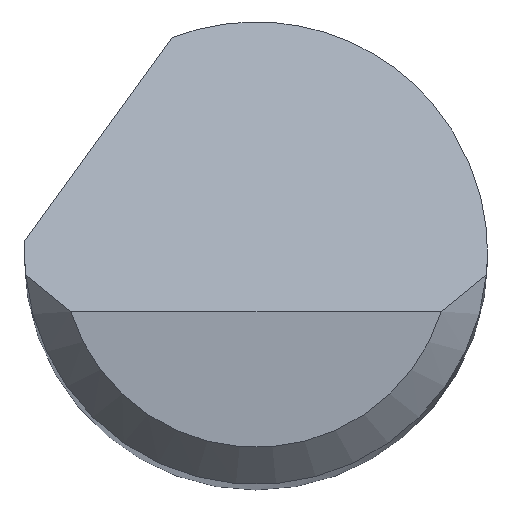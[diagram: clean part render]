
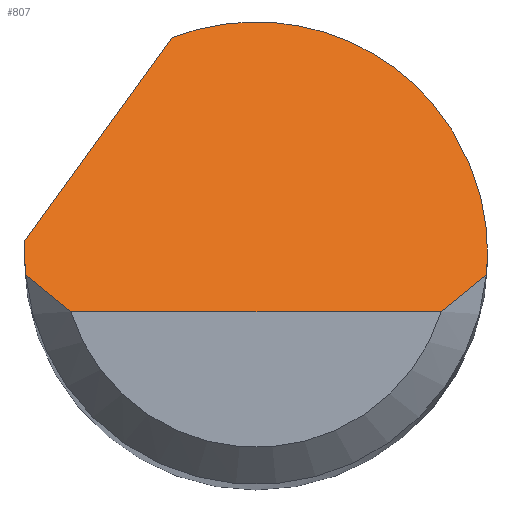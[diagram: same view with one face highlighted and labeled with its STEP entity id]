
A CAD part, top view. The second image highlights one B-rep face of the part: STEP entity #807.
In plain terms, the highlighted planar face has unit normal (0, 0.707, 0.707).
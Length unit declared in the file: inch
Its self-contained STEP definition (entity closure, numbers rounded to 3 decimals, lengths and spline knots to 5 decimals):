
#16 = CARTESIAN_POINT ( 'NONE',  ( 0.08761, -0.01397, 1.49022 ) ) ;
#23 = CARTESIAN_POINT ( 'NONE',  ( -0.09334, -0.00875, 1.485 ) ) ;
#35 = CARTESIAN_POINT ( 'NONE',  ( -0.07508, -0.02375, 1.5 ) ) ;
#48 = ORIENTED_EDGE ( 'NONE', *, *, #469, .T. ) ;
#50 = CARTESIAN_POINT ( 'NONE',  ( -0.09375, 0., 1.47625 ) ) ;
#67 = CARTESIAN_POINT ( 'NONE',  ( 0.09375, 0., 1.47625 ) ) ;
#68 = VERTEX_POINT ( 'NONE', #269 ) ;
#76 = CARTESIAN_POINT ( 'NONE',  ( 0.09334, -0.00875, 1.485 ) ) ;
#80 = CARTESIAN_POINT ( 'NONE',  ( -0.09375, 0., 1.47625 ) ) ;
#90 =( BOUNDED_CURVE ( )  B_SPLINE_CURVE ( 3, ( #50, #565, #501, #425 ),
 .UNSPECIFIED., .F., .T. ) 
 B_SPLINE_CURVE_WITH_KNOTS ( ( 4, 4 ),
 ( 4.71239, 4.76575 ),
 .UNSPECIFIED. ) 
 CURVE ( )  GEOMETRIC_REPRESENTATION_ITEM ( )  RATIONAL_B_SPLINE_CURVE ( ( 1., 1., 1., 1. ) ) 
 REPRESENTATION_ITEM ( '' )  );
#105 = DIRECTION ( 'NONE',  ( 0.456, 0.629, -0.629 ) ) ;
#108 = EDGE_LOOP ( 'NONE', ( #279, #48, #523, #401, #597, #324, #528, #362 ) ) ;
#128 = VERTEX_POINT ( 'NONE', #372 ) ;
#137 = CARTESIAN_POINT ( 'NONE',  ( -0.03394, 0.08739, 1.38886 ) ) ;
#140 = B_SPLINE_CURVE_WITH_KNOTS ( 'NONE', 3,
 ( #384, #521, #16, #400 ),
 .UNSPECIFIED., .F., .F.,
 ( 4, 4 ),
 ( 0., 0.00071 ),
 .UNSPECIFIED. ) ;
#145 = VERTEX_POINT ( 'NONE', #493 ) ;
#162 = CARTESIAN_POINT ( 'NONE',  ( -0.09334, -0.00875, 1.485 ) ) ;
#202 = CARTESIAN_POINT ( 'NONE',  ( -0.09375, -0.00292, 1.47917 ) ) ;
#212 = VECTOR ( 'NONE', #105, 39.37008 ) ;
#216 = EDGE_CURVE ( 'NONE', #506, #128, #90, .T. ) ;
#269 = CARTESIAN_POINT ( 'NONE',  ( 0.09375, 0., 1.47625 ) ) ;
#279 = ORIENTED_EDGE ( 'NONE', *, *, #629, .T. ) ;
#295 = DIRECTION ( 'NONE',  ( 1., 0., 0. ) ) ;
#300 = CARTESIAN_POINT ( 'NONE',  ( 0.09375, 0., 1.47625 ) ) ;
#323 = CARTESIAN_POINT ( 'NONE',  ( -0.09375, 0., 1.47625 ) ) ;
#324 = ORIENTED_EDGE ( 'NONE', *, *, #216, .F. ) ;
#362 = ORIENTED_EDGE ( 'NONE', *, *, #822, .T. ) ;
#372 = CARTESIAN_POINT ( 'NONE',  ( -0.09362, 0.005, 1.47125 ) ) ;
#378 = EDGE_CURVE ( 'NONE', #145, #68, #432, .T. ) ;
#384 = CARTESIAN_POINT ( 'NONE',  ( 0.07508, -0.02375, 1.5 ) ) ;
#385 = VERTEX_POINT ( 'NONE', #76 ) ;
#399 = CARTESIAN_POINT ( 'NONE',  ( 0.03379, 0.11369, 1.36256 ) ) ;
#400 = CARTESIAN_POINT ( 'NONE',  ( 0.09334, -0.00875, 1.485 ) ) ;
#401 = ORIENTED_EDGE ( 'NONE', *, *, #378, .F. ) ;
#415 = CARTESIAN_POINT ( 'NONE',  ( -0.09375, -0.02375, 1.5 ) ) ;
#425 = CARTESIAN_POINT ( 'NONE',  ( -0.09362, 0.005, 1.47125 ) ) ;
#430 = CARTESIAN_POINT ( 'NONE',  ( -0.07508, -0.02375, 1.5 ) ) ;
#432 =( BOUNDED_CURVE ( )  B_SPLINE_CURVE ( 3, ( #137, #399, #466, #67 ),
 .UNSPECIFIED., .F., .T. ) 
 B_SPLINE_CURVE_WITH_KNOTS ( ( 4, 4 ),
 ( 5.91277, 7.85398 ),
 .UNSPECIFIED. ) 
 CURVE ( )  GEOMETRIC_REPRESENTATION_ITEM ( )  RATIONAL_B_SPLINE_CURVE ( ( 1., 0.71, 0.71, 1. ) ) 
 REPRESENTATION_ITEM ( '' )  );
#435 = VERTEX_POINT ( 'NONE', #719 ) ;
#460 = CARTESIAN_POINT ( 'NONE',  ( -0.09361, -0.00584, 1.48209 ) ) ;
#466 = CARTESIAN_POINT ( 'NONE',  ( 0.09375, 0.07266, 1.40359 ) ) ;
#469 = EDGE_CURVE ( 'NONE', #435, #385, #140, .T. ) ;
#473 =( BOUNDED_CURVE ( )  B_SPLINE_CURVE ( 3, ( #300, #500, #748, #760 ),
 .UNSPECIFIED., .F., .T. ) 
 B_SPLINE_CURVE_WITH_KNOTS ( ( 4, 4 ),
 ( 1.5708, 1.66427 ),
 .UNSPECIFIED. ) 
 CURVE ( )  GEOMETRIC_REPRESENTATION_ITEM ( )  RATIONAL_B_SPLINE_CURVE ( ( 1., 0.999, 0.999, 1. ) ) 
 REPRESENTATION_ITEM ( '' )  );
#482 = FACE_OUTER_BOUND ( 'NONE', #108, .T. ) ;
#490 = PLANE ( 'NONE',  #517 ) ;
#493 = CARTESIAN_POINT ( 'NONE',  ( -0.03394, 0.08739, 1.38886 ) ) ;
#500 = CARTESIAN_POINT ( 'NONE',  ( 0.09375, -0.00292, 1.47917 ) ) ;
#501 = CARTESIAN_POINT ( 'NONE',  ( -0.09371, 0.00333, 1.47292 ) ) ;
#504 = CARTESIAN_POINT ( 'NONE',  ( 0., -0.02375, 1.5 ) ) ;
#506 = VERTEX_POINT ( 'NONE', #323 ) ;
#508 = EDGE_CURVE ( 'NONE', #617, #506, #818, .T. ) ;
#517 = AXIS2_PLACEMENT_3D ( 'NONE', #415, #749, #753 ) ;
#521 = CARTESIAN_POINT ( 'NONE',  ( 0.08157, -0.019, 1.49525 ) ) ;
#523 = ORIENTED_EDGE ( 'NONE', *, *, #722, .F. ) ;
#527 = CARTESIAN_POINT ( 'NONE',  ( -0.09334, -0.00875, 1.485 ) ) ;
#528 = ORIENTED_EDGE ( 'NONE', *, *, #508, .F. ) ;
#545 = CARTESIAN_POINT ( 'NONE',  ( -0.08761, -0.01397, 1.49022 ) ) ;
#561 = LINE ( 'NONE', #690, #212 ) ;
#565 = CARTESIAN_POINT ( 'NONE',  ( -0.09375, 0.00167, 1.47458 ) ) ;
#584 = VECTOR ( 'NONE', #295, 39.37008 ) ;
#597 = ORIENTED_EDGE ( 'NONE', *, *, #672, .F. ) ;
#617 = VERTEX_POINT ( 'NONE', #23 ) ;
#629 = EDGE_CURVE ( 'NONE', #804, #435, #634, .T. ) ;
#634 = LINE ( 'NONE', #504, #584 ) ;
#672 = EDGE_CURVE ( 'NONE', #128, #145, #561, .T. ) ;
#690 = CARTESIAN_POINT ( 'NONE',  ( -0.11014, -0.01781, 1.49406 ) ) ;
#719 = CARTESIAN_POINT ( 'NONE',  ( 0.07508, -0.02375, 1.5 ) ) ;
#722 = EDGE_CURVE ( 'NONE', #68, #385, #473, .T. ) ;
#746 = CARTESIAN_POINT ( 'NONE',  ( -0.08157, -0.019, 1.49525 ) ) ;
#748 = CARTESIAN_POINT ( 'NONE',  ( 0.09361, -0.00584, 1.48209 ) ) ;
#749 = DIRECTION ( 'NONE',  ( 0., -0.707, -0.707 ) ) ;
#753 = DIRECTION ( 'NONE',  ( 0., 0.707, -0.707 ) ) ;
#760 = CARTESIAN_POINT ( 'NONE',  ( 0.09334, -0.00875, 1.485 ) ) ;
#764 = B_SPLINE_CURVE_WITH_KNOTS ( 'NONE', 3,
 ( #162, #545, #746, #430 ),
 .UNSPECIFIED., .F., .F.,
 ( 4, 4 ),
 ( 0., 0.00071 ),
 .UNSPECIFIED. ) ;
#804 = VERTEX_POINT ( 'NONE', #35 ) ;
#807 = ADVANCED_FACE ( 'NONE', ( #482 ), #490, .F. ) ;
#818 =( BOUNDED_CURVE ( )  B_SPLINE_CURVE ( 3, ( #527, #460, #202, #80 ),
 .UNSPECIFIED., .F., .T. ) 
 B_SPLINE_CURVE_WITH_KNOTS ( ( 4, 4 ),
 ( 4.61892, 4.71239 ),
 .UNSPECIFIED. ) 
 CURVE ( )  GEOMETRIC_REPRESENTATION_ITEM ( )  RATIONAL_B_SPLINE_CURVE ( ( 1., 0.999, 0.999, 1. ) ) 
 REPRESENTATION_ITEM ( '' )  );
#822 = EDGE_CURVE ( 'NONE', #617, #804, #764, .T. ) ;
